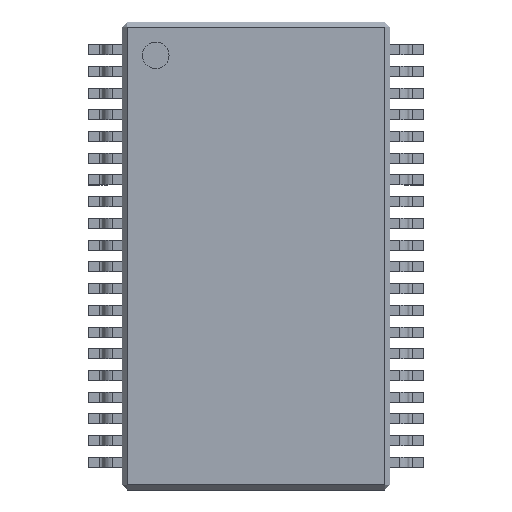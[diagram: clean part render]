
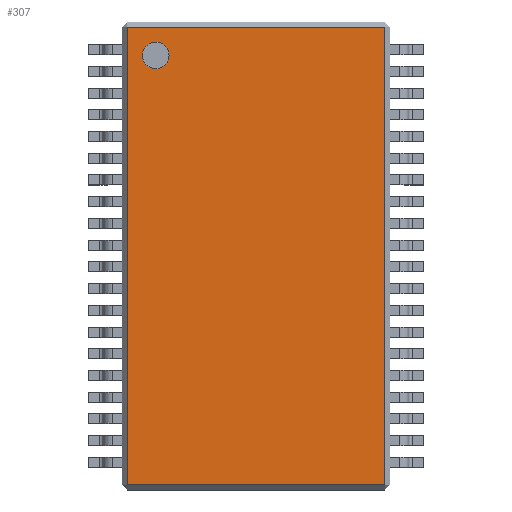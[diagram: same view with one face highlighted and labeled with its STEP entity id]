
A CAD part, top view. The second image highlights one B-rep face of the part: STEP entity #307.
In plain terms, the highlighted planar face has unit normal (0, 0, 1).
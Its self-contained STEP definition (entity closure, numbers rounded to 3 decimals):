
#13=DIRECTION('',(0.,0.,1.));
#14=DIRECTION('',(1.,0.,0.));
#103=VECTOR('',#104,1.);
#104=DIRECTION('',(0.,1.,0.));
#178=VERTEX_POINT('',#179);
#179=CARTESIAN_POINT('',(-3.85,-6.85,1.2));
#186=VERTEX_POINT('',#187);
#187=CARTESIAN_POINT('',(-3.85,6.85,1.2));
#192=ORIENTED_EDGE('',*,*,#193,.F.);
#193=EDGE_CURVE('',#178,#186,#194,.T.);
#194=LINE('',#195,#103);
#195=CARTESIAN_POINT('',(-3.85,-7.,1.2));
#264=VECTOR('',#14,1.);
#307=ADVANCED_FACE('',(#308,#326),#335,.T.);
#308=FACE_BOUND('',#309,.T.);
#309=EDGE_LOOP('',(#192,#310,#316,#322));
#310=ORIENTED_EDGE('',*,*,#311,.T.);
#311=EDGE_CURVE('',#178,#312,#314,.T.);
#312=VERTEX_POINT('',#313);
#313=CARTESIAN_POINT('',(3.85,-6.85,1.2));
#314=LINE('',#315,#264);
#315=CARTESIAN_POINT('',(-4.,-6.85,1.2));
#316=ORIENTED_EDGE('',*,*,#317,.T.);
#317=EDGE_CURVE('',#312,#318,#320,.T.);
#318=VERTEX_POINT('',#319);
#319=CARTESIAN_POINT('',(3.85,6.85,1.2));
#320=LINE('',#321,#103);
#321=CARTESIAN_POINT('',(3.85,-7.,1.2));
#322=ORIENTED_EDGE('',*,*,#323,.F.);
#323=EDGE_CURVE('',#186,#318,#324,.T.);
#324=LINE('',#325,#264);
#325=CARTESIAN_POINT('',(-4.,6.85,1.2));
#326=FACE_BOUND('',#327,.T.);
#327=EDGE_LOOP('',(#328));
#328=ORIENTED_EDGE('',*,*,#329,.F.);
#329=EDGE_CURVE('',#330,#330,#332,.T.);
#330=VERTEX_POINT('',#331);
#331=CARTESIAN_POINT('',(-2.6,6.,1.2));
#332=CIRCLE('',#333,0.4);
#333=AXIS2_PLACEMENT_3D('',#334,#13,#14);
#334=CARTESIAN_POINT('',(-3.,6.,1.2));
#335=PLANE('',#336);
#336=AXIS2_PLACEMENT_3D('',#337,#13,#14);
#337=CARTESIAN_POINT('',(-4.,-7.,1.2));
